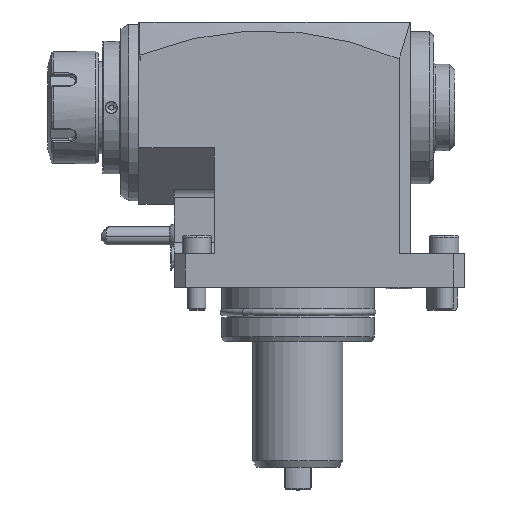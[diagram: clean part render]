
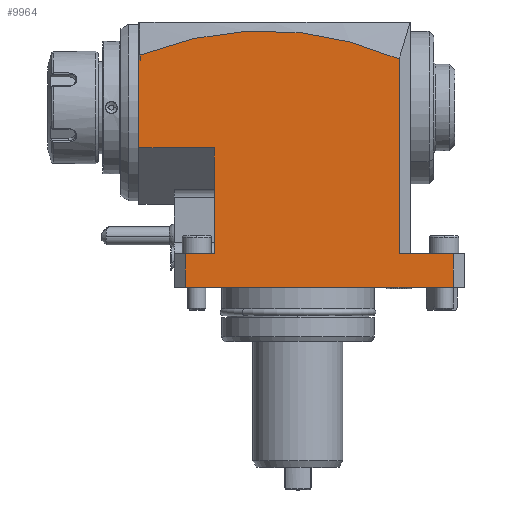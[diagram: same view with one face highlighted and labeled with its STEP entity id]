
A CAD part, top view. The second image highlights one B-rep face of the part: STEP entity #9964.
In plain terms, the highlighted planar face has unit normal (0, 0, 1).
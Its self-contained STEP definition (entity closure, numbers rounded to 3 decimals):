
#2704=DIRECTION('',(0.,1.,0.));
#2705=VECTOR('',#2704,39.);
#2706=CARTESIAN_POINT('',(0.,62.,42.5));
#2707=LINE('',#2706,#2705);
#2863=DIRECTION('',(0.,1.,0.));
#2864=VECTOR('',#2863,86.542);
#2865=CARTESIAN_POINT('',(115.7,15.,42.5));
#2866=LINE('',#2865,#2864);
#2898=DIRECTION('',(-1.,0.,0.));
#2899=VECTOR('',#2898,24.);
#2900=CARTESIAN_POINT('',(139.7,15.,42.5));
#2901=LINE('',#2900,#2899);
#2989=DIRECTION('',(1.,0.,0.));
#2990=VECTOR('',#2989,33.5);
#2991=CARTESIAN_POINT('',(0.,62.,42.5));
#2992=LINE('',#2991,#2990);
#2993=DIRECTION('',(-1.,0.,0.));
#2994=VECTOR('',#2993,12.8);
#2995=CARTESIAN_POINT('',(33.5,15.,42.5));
#2996=LINE('',#2995,#2994);
#2997=DIRECTION('',(0.,1.,0.));
#2998=VECTOR('',#2997,47.);
#2999=CARTESIAN_POINT('',(33.5,15.,42.5));
#3000=LINE('',#2999,#2998);
#3001=DIRECTION('',(0.,1.,0.));
#3002=VECTOR('',#3001,2.325);
#3003=CARTESIAN_POINT('',(0.5,101.,42.5));
#3004=LINE('',#3003,#3002);
#3005=CARTESIAN_POINT('',(0.5,103.325,42.5));
#3006=CARTESIAN_POINT('',(10.153,107.102,42.5));
#3007=CARTESIAN_POINT('',(29.431,112.652,42.5));
#3008=CARTESIAN_POINT('',(58.27,115.087,42.5));
#3009=CARTESIAN_POINT('',(87.03,111.701,42.5));
#3010=CARTESIAN_POINT('',(106.152,105.576,42.5));
#3011=CARTESIAN_POINT('',(115.7,101.542,42.5));
#3013=DIRECTION('',(-1.,0.,0.));
#3014=VECTOR('',#3013,119.);
#3015=CARTESIAN_POINT('',(139.7,0.,42.5));
#3016=LINE('',#3015,#3014);
#3021=DIRECTION('',(0.,-1.,0.));
#3022=VECTOR('',#3021,15.);
#3023=CARTESIAN_POINT('',(20.7,15.,42.5));
#3024=LINE('',#3023,#3022);
#3307=DIRECTION('',(0.,1.,0.));
#3308=VECTOR('',#3307,15.);
#3309=CARTESIAN_POINT('',(139.7,0.,42.5));
#3310=LINE('',#3309,#3308);
#5020=DIRECTION('',(-1.,0.,0.));
#5021=VECTOR('',#5020,0.5);
#5022=CARTESIAN_POINT('',(0.5,101.,42.5));
#5023=LINE('',#5022,#5021);
#6242=VERTEX_POINT('',#3005);
#6243=VERTEX_POINT('',#3011);
#6929=CARTESIAN_POINT('',(139.7,0.,42.5));
#6931=VERTEX_POINT('',#6929);
#6937=CARTESIAN_POINT('',(139.7,15.,42.5));
#6939=VERTEX_POINT('',#6937);
#6944=CARTESIAN_POINT('',(20.7,0.,42.5));
#6946=VERTEX_POINT('',#6944);
#6961=CARTESIAN_POINT('',(20.7,15.,42.5));
#6963=VERTEX_POINT('',#6961);
#6968=CARTESIAN_POINT('',(33.5,15.,42.5));
#6969=VERTEX_POINT('',#6968);
#6972=CARTESIAN_POINT('',(0.,62.,42.5));
#6973=CARTESIAN_POINT('',(0.,101.,42.5));
#6974=VERTEX_POINT('',#6972);
#6975=VERTEX_POINT('',#6973);
#6989=CARTESIAN_POINT('',(0.5,101.,42.5));
#6991=VERTEX_POINT('',#6989);
#7111=CARTESIAN_POINT('',(115.7,15.,42.5));
#7112=VERTEX_POINT('',#7111);
#7115=CARTESIAN_POINT('',(33.5,62.,42.5));
#7116=VERTEX_POINT('',#7115);
#9937=CARTESIAN_POINT('',(0.,118.,42.5));
#9938=DIRECTION('',(0.,0.,1.));
#9939=DIRECTION('',(0.,-1.,0.));
#9940=AXIS2_PLACEMENT_3D('',#9937,#9938,#9939);
#9941=PLANE('',#9940);
#9943=ORIENTED_EDGE('',*,*,#9942,.F.);
#9945=ORIENTED_EDGE('',*,*,#9944,.F.);
#9947=ORIENTED_EDGE('',*,*,#9946,.T.);
#9948=ORIENTED_EDGE('',*,*,#9926,.F.);
#9949=ORIENTED_EDGE('',*,*,#9589,.T.);
#9951=ORIENTED_EDGE('',*,*,#9950,.F.);
#9953=ORIENTED_EDGE('',*,*,#9952,.T.);
#9955=ORIENTED_EDGE('',*,*,#9954,.T.);
#9956=ORIENTED_EDGE('',*,*,#9800,.F.);
#9957=ORIENTED_EDGE('',*,*,#9824,.F.);
#9959=ORIENTED_EDGE('',*,*,#9958,.F.);
#9961=ORIENTED_EDGE('',*,*,#9960,.T.);
#9962=EDGE_LOOP('',(#9943,#9945,#9947,#9948,#9949,#9951,#9953,#9955,#9956,#9957,
#9959,#9961));
#9963=FACE_OUTER_BOUND('',#9962,.F.);
#3012=B_SPLINE_CURVE_WITH_KNOTS('',3,(#3005,#3006,#3007,#3008,#3009,#3010,
#3011),.UNSPECIFIED.,.F.,.F.,(4,1,1,1,4),(0.,0.25,0.5,0.75,1.),
.UNSPECIFIED.);
#9589=EDGE_CURVE('',#6974,#6975,#2707,.T.);
#9800=EDGE_CURVE('',#7112,#6243,#2866,.T.);
#9824=EDGE_CURVE('',#6939,#7112,#2901,.T.);
#9926=EDGE_CURVE('',#6974,#7116,#2992,.T.);
#9942=EDGE_CURVE('',#6963,#6946,#3024,.T.);
#9944=EDGE_CURVE('',#6969,#6963,#2996,.T.);
#9946=EDGE_CURVE('',#6969,#7116,#3000,.T.);
#9950=EDGE_CURVE('',#6991,#6975,#5023,.T.);
#9952=EDGE_CURVE('',#6991,#6242,#3004,.T.);
#9954=EDGE_CURVE('',#6242,#6243,#3012,.T.);
#9958=EDGE_CURVE('',#6931,#6939,#3310,.T.);
#9960=EDGE_CURVE('',#6931,#6946,#3016,.T.);
#9964=ADVANCED_FACE('',(#9963),#9941,.T.);
